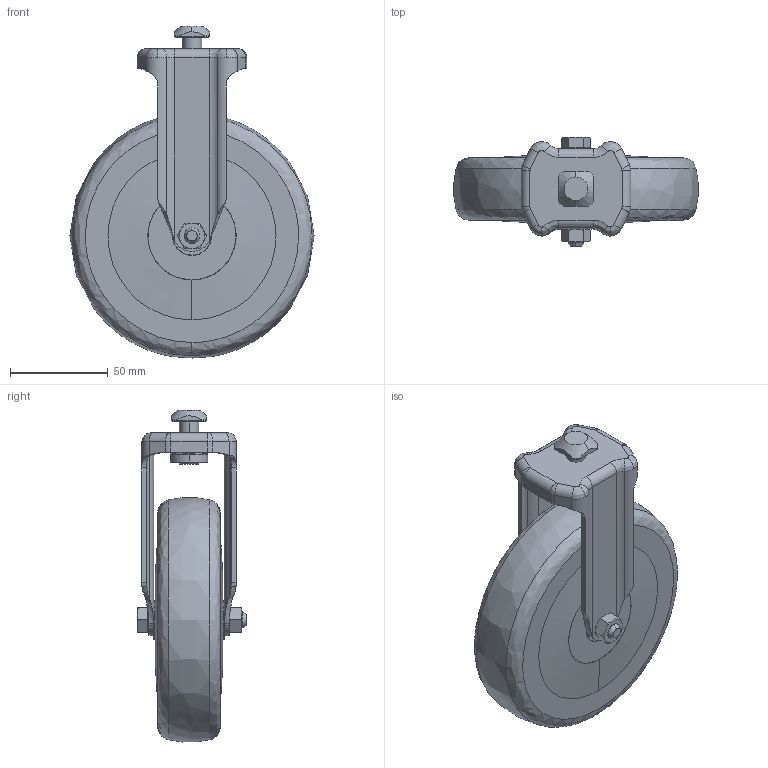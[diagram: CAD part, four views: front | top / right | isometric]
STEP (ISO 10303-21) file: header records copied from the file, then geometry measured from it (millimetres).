
FILE_DESCRIPTION (( 'STEP AP203' ), '1' );
FILE_NAME ('3_842_541_244_Bosch.step', '2024-06-10T08:50:52', ( '' ), ( '' ), 'SwSTEP 2.0', 'SolidWorks 2014', '' );
FILE_SCHEMA (( 'CONFIG_CONTROL_DESIGN' ));
Length unit declared in the file: millimetre
Products named in the file (1): 3_842_541_244_Bosch
Bounding box: 124.71 x 56 x 169.46 mm (x, y, z)
Volume: 417666.8 mm3; surface area: 57065.2 mm2
Topology: 1 solids, 1 shells, 251 faces, 586 edges, 352 vertices
Faces by surface type: bspline 76, plane 67, cylinder 65, cone 43
Entity records: 17027 total; most frequent: CARTESIAN_POINT 11897, ORIENTED_EDGE 1172, DIRECTION 865, EDGE_CURVE 586, VERTEX_POINT 352, AXIS2_PLACEMENT_3D 336, EDGE_LOOP 268, ADVANCED_FACE 251
